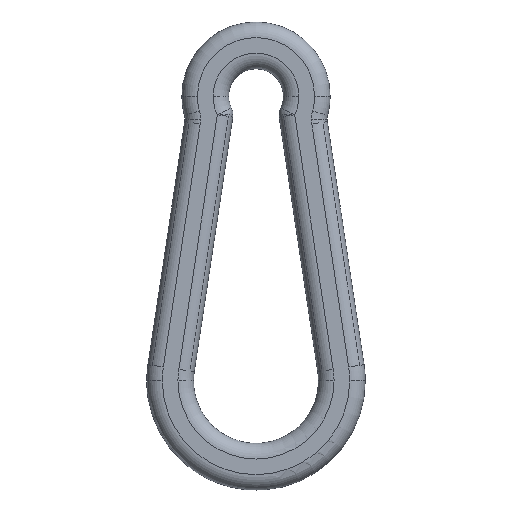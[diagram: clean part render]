
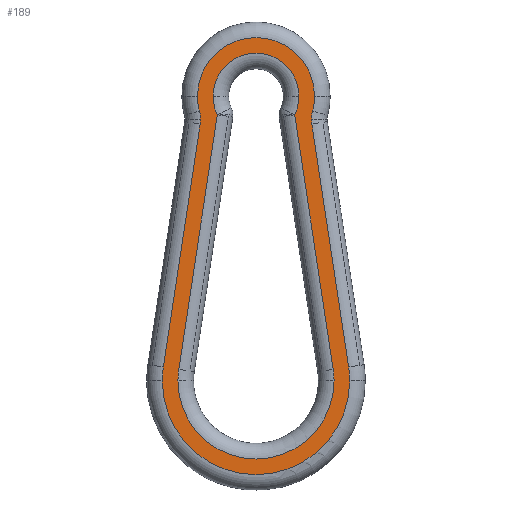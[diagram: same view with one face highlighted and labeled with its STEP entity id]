
A CAD part, left-side view. The second image highlights one B-rep face of the part: STEP entity #189.
In plain terms, the highlighted planar face has unit normal (-1, 0, 0).
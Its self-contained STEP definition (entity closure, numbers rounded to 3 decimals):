
#189=ADVANCED_FACE('',(#400,#401),#402,.F.);
#400=FACE_OUTER_BOUND('',#632,.T.);
#401=FACE_BOUND('',#633,.T.);
#402=PLANE('',#634);
#632=EDGE_LOOP('',(#1108,#1109,#1110,#1111,#1112,#1113,#1114,#1115,#1116,#1117,#1118,#1119));
#633=EDGE_LOOP('',(#1120,#1121,#1122,#1123,#1124,#1125,#1126,#1127));
#634=AXIS2_PLACEMENT_3D('',#1128,#1129,#1130);
#1108=ORIENTED_EDGE('',*,*,#1552,.F.);
#1109=ORIENTED_EDGE('',*,*,#1566,.F.);
#1110=ORIENTED_EDGE('',*,*,#1547,.F.);
#1111=ORIENTED_EDGE('',*,*,#1543,.F.);
#1112=ORIENTED_EDGE('',*,*,#1555,.F.);
#1113=ORIENTED_EDGE('',*,*,#1560,.F.);
#1114=ORIENTED_EDGE('',*,*,#1534,.F.);
#1115=ORIENTED_EDGE('',*,*,#1529,.F.);
#1116=ORIENTED_EDGE('',*,*,#1574,.F.);
#1117=ORIENTED_EDGE('',*,*,#1526,.F.);
#1118=ORIENTED_EDGE('',*,*,#1539,.F.);
#1119=ORIENTED_EDGE('',*,*,#1562,.F.);
#1120=ORIENTED_EDGE('',*,*,#1584,.F.);
#1121=ORIENTED_EDGE('',*,*,#1585,.F.);
#1122=ORIENTED_EDGE('',*,*,#1457,.F.);
#1123=ORIENTED_EDGE('',*,*,#1453,.F.);
#1124=ORIENTED_EDGE('',*,*,#1586,.F.);
#1125=ORIENTED_EDGE('',*,*,#1465,.F.);
#1126=ORIENTED_EDGE('',*,*,#1587,.F.);
#1127=ORIENTED_EDGE('',*,*,#1472,.F.);
#1128=CARTESIAN_POINT('',(-2.5,0.0,0.0));
#1129=DIRECTION('',(1.0,0.0,0.0));
#1130=DIRECTION('',(0.0,1.0,-0.0));
#1453=EDGE_CURVE('',#1738,#1751,#1755,.F.);
#1457=EDGE_CURVE('',#1751,#1757,#1760,.F.);
#1465=EDGE_CURVE('',#1771,#1774,#1775,.F.);
#1472=EDGE_CURVE('',#1783,#1779,#1785,.F.);
#1526=EDGE_CURVE('',#1872,#1866,#1874,.T.);
#1529=EDGE_CURVE('',#1876,#1878,#1879,.T.);
#1534=EDGE_CURVE('',#1878,#1886,#1887,.F.);
#1539=EDGE_CURVE('',#1892,#1872,#1894,.F.);
#1543=EDGE_CURVE('',#1898,#1896,#1900,.T.);
#1547=EDGE_CURVE('',#1896,#1903,#1906,.T.);
#1552=EDGE_CURVE('',#1913,#1909,#1915,.F.);
#1555=EDGE_CURVE('',#1917,#1898,#1920,.F.);
#1560=EDGE_CURVE('',#1886,#1917,#1926,.F.);
#1562=EDGE_CURVE('',#1909,#1892,#1928,.F.);
#1566=EDGE_CURVE('',#1903,#1913,#1933,.T.);
#1574=EDGE_CURVE('',#1866,#1876,#1941,.T.);
#1584=EDGE_CURVE('',#1746,#1783,#1951,.T.);
#1585=EDGE_CURVE('',#1757,#1746,#1952,.F.);
#1586=EDGE_CURVE('',#1774,#1738,#1953,.T.);
#1587=EDGE_CURVE('',#1779,#1771,#1954,.F.);
#1738=VERTEX_POINT('',#2119);
#1746=VERTEX_POINT('',#2127);
#1751=VERTEX_POINT('',#2132);
#1755=CIRCLE('',#2136,5.5);
#1757=VERTEX_POINT('',#2138);
#1760=CIRCLE('',#2141,5.5);
#1771=VERTEX_POINT('',#2154);
#1774=VERTEX_POINT('',#2157);
#1775=CIRCLE('',#2158,10.0);
#1779=VERTEX_POINT('',#2162);
#1783=VERTEX_POINT('',#2166);
#1785=CIRCLE('',#2168,10.0);
#1866=VERTEX_POINT('',#2257);
#1872=VERTEX_POINT('',#2263);
#1874=CIRCLE('',#2265,12.0);
#1876=VERTEX_POINT('',#2267);
#1878=VERTEX_POINT('',#2269);
#1879=CIRCLE('',#2270,12.0);
#1886=VERTEX_POINT('',#2278);
#1887=LINE('',#2279,#2280);
#1892=VERTEX_POINT('',#2286);
#1894=LINE('',#2288,#2289);
#1896=VERTEX_POINT('',#2291);
#1898=VERTEX_POINT('',#2293);
#1900=CIRCLE('',#2295,7.5);
#1903=VERTEX_POINT('',#2298);
#1906=CIRCLE('',#2301,7.5);
#1909=VERTEX_POINT('',#2304);
#1913=VERTEX_POINT('',#2308);
#1915=CIRCLE('',#2310,4.0);
#1917=VERTEX_POINT('',#2312);
#1920=CIRCLE('',#2315,4.0);
#1926=CIRCLE('',#2321,4.0);
#1928=CIRCLE('',#2323,4.0);
#1933=CIRCLE('',#2328,7.5);
#1941=CIRCLE('',#2338,12.0);
#1951=LINE('',#2351,#2352);
#1952=CIRCLE('',#2353,5.5);
#1953=LINE('',#2354,#2355);
#1954=CIRCLE('',#2356,10.0);
#2119=CARTESIAN_POINT('',(-2.5,-4.954,-2.389));
#2127=CARTESIAN_POINT('',(-2.5,4.954,-2.389));
#2132=CARTESIAN_POINT('',(-2.5,-5.5,0.));
#2136=AXIS2_PLACEMENT_3D('',#2564,#2565,#2566);
#2138=CARTESIAN_POINT('',(-2.5,5.5,0.));
#2141=AXIS2_PLACEMENT_3D('',#2573,#2574,#2575);
#2154=CARTESIAN_POINT('',(-2.5,-10.0,-36.5));
#2157=CARTESIAN_POINT('',(-2.5,-9.888,-35.004));
#2158=AXIS2_PLACEMENT_3D('',#2587,#2588,#2589);
#2162=CARTESIAN_POINT('',(-2.5,10.,-36.5));
#2166=CARTESIAN_POINT('',(-2.5,9.888,-35.004));
#2168=AXIS2_PLACEMENT_3D('',#2605,#2606,#2607);
#2257=CARTESIAN_POINT('',(-2.5,-12.0,-36.5));
#2263=CARTESIAN_POINT('',(-2.5,-11.865,-34.705));
#2265=AXIS2_PLACEMENT_3D('',#2718,#2719,#2720);
#2267=CARTESIAN_POINT('',(-2.5,12.0,-36.5));
#2269=CARTESIAN_POINT('',(-2.5,11.865,-34.705));
#2270=AXIS2_PLACEMENT_3D('',#2724,#2725,#2726);
#2278=CARTESIAN_POINT('',(-2.5,7.155,-3.568));
#2279=CARTESIAN_POINT('',(-2.5,9.166,-16.863));
#2280=VECTOR('',#2734,1.0);
#2286=CARTESIAN_POINT('',(-2.5,-7.155,-3.568));
#2288=CARTESIAN_POINT('',(-2.5,-6.647,-0.212));
#2289=VECTOR('',#2742,1.0);
#2291=CARTESIAN_POINT('',(-2.5,7.5,0.));
#2293=CARTESIAN_POINT('',(-2.5,7.246,-1.937));
#2295=AXIS2_PLACEMENT_3D('',#2749,#2750,#2751);
#2298=CARTESIAN_POINT('',(-2.5,-7.5,0.));
#2301=AXIS2_PLACEMENT_3D('',#2758,#2759,#2760);
#2304=CARTESIAN_POINT('',(-2.5,-7.11,-2.97));
#2308=CARTESIAN_POINT('',(-2.5,-7.246,-1.937));
#2310=AXIS2_PLACEMENT_3D('',#2770,#2771,#2772);
#2312=CARTESIAN_POINT('',(-2.5,7.11,-2.97));
#2315=AXIS2_PLACEMENT_3D('',#2776,#2777,#2778);
#2321=AXIS2_PLACEMENT_3D('',#2788,#2789,#2790);
#2323=AXIS2_PLACEMENT_3D('',#2791,#2792,#2793);
#2328=AXIS2_PLACEMENT_3D('',#2800,#2801,#2802);
#2338=AXIS2_PLACEMENT_3D('',#2811,#2812,#2813);
#2351=CARTESIAN_POINT('',(-2.5,7.189,-17.163));
#2352=VECTOR('',#2823,1.0);
#2353=AXIS2_PLACEMENT_3D('',#2824,#2825,#2826);
#2354=CARTESIAN_POINT('',(-2.5,-4.67,-0.511));
#2355=VECTOR('',#2827,1.0);
#2356=AXIS2_PLACEMENT_3D('',#2828,#2829,#2830);
#2564=CARTESIAN_POINT('',(-2.5,0.0,0.0));
#2565=DIRECTION('',(1.0,0.0,0.0));
#2566=DIRECTION('',(0.0,0.0,-1.0));
#2573=CARTESIAN_POINT('',(-2.5,0.0,0.0));
#2574=DIRECTION('',(1.0,0.0,0.0));
#2575=DIRECTION('',(0.0,0.0,-1.0));
#2587=CARTESIAN_POINT('',(-2.5,0.,-36.5));
#2588=DIRECTION('',(1.0,0.0,0.0));
#2589=DIRECTION('',(0.0,0.0,-1.0));
#2605=CARTESIAN_POINT('',(-2.5,0.,-36.5));
#2606=DIRECTION('',(1.0,0.0,0.0));
#2607=DIRECTION('',(0.0,0.0,-1.0));
#2718=CARTESIAN_POINT('',(-2.5,0.,-36.5));
#2719=DIRECTION('',(1.0,0.0,0.0));
#2720=DIRECTION('',(0.0,0.0,-1.0));
#2724=CARTESIAN_POINT('',(-2.5,0.,-36.5));
#2725=DIRECTION('',(1.0,0.0,0.0));
#2726=DIRECTION('',(0.0,0.0,-1.0));
#2734=DIRECTION('',(0.,0.15,-0.989));
#2742=DIRECTION('',(0.,0.15,0.989));
#2749=CARTESIAN_POINT('',(-2.5,0.0,0.0));
#2750=DIRECTION('',(1.0,0.0,0.0));
#2751=DIRECTION('',(0.0,0.0,-1.0));
#2758=CARTESIAN_POINT('',(-2.5,0.0,0.0));
#2759=DIRECTION('',(1.0,0.0,0.0));
#2760=DIRECTION('',(0.0,0.0,-1.0));
#2770=CARTESIAN_POINT('',(-2.5,-11.11,-2.97));
#2771=DIRECTION('',(1.0,0.0,0.0));
#2772=DIRECTION('',(0.0,0.0,-1.0));
#2776=CARTESIAN_POINT('',(-2.5,11.11,-2.97));
#2777=DIRECTION('',(1.0,0.0,0.0));
#2778=DIRECTION('',(0.0,0.0,-1.0));
#2788=CARTESIAN_POINT('',(-2.5,11.11,-2.97));
#2789=DIRECTION('',(1.0,0.0,0.0));
#2790=DIRECTION('',(0.0,0.0,-1.0));
#2791=CARTESIAN_POINT('',(-2.5,-11.11,-2.97));
#2792=DIRECTION('',(1.0,0.0,0.0));
#2793=DIRECTION('',(0.0,0.0,-1.0));
#2800=CARTESIAN_POINT('',(-2.5,0.0,0.0));
#2801=DIRECTION('',(1.0,0.0,0.0));
#2802=DIRECTION('',(0.0,0.0,-1.0));
#2811=CARTESIAN_POINT('',(-2.5,0.,-36.5));
#2812=DIRECTION('',(1.0,0.0,0.0));
#2813=DIRECTION('',(0.0,0.0,-1.0));
#2823=DIRECTION('',(0.,0.15,-0.989));
#2824=CARTESIAN_POINT('',(-2.5,0.0,0.0));
#2825=DIRECTION('',(1.0,0.0,0.0));
#2826=DIRECTION('',(0.0,0.0,-1.0));
#2827=DIRECTION('',(0.,0.15,0.989));
#2828=CARTESIAN_POINT('',(-2.5,0.,-36.5));
#2829=DIRECTION('',(1.0,0.0,0.0));
#2830=DIRECTION('',(0.0,0.0,-1.0));
